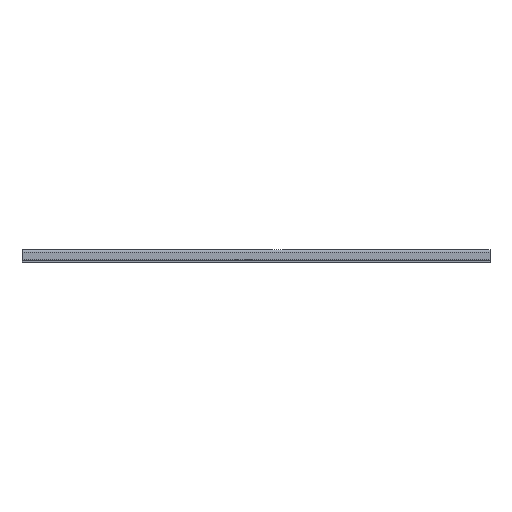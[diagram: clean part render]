
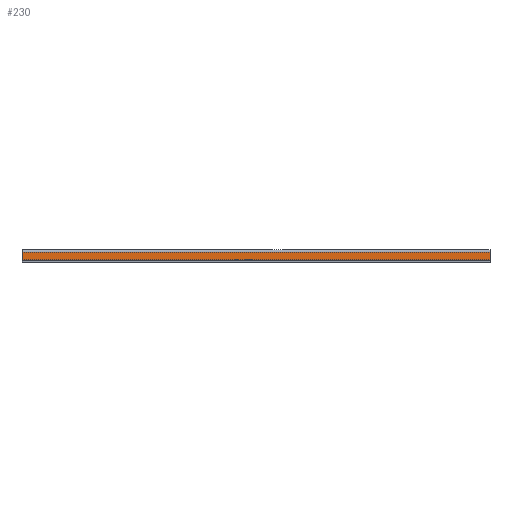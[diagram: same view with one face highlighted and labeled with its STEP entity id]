
A CAD part, front view. The second image highlights one B-rep face of the part: STEP entity #230.
In plain terms, the highlighted planar face has unit normal (0, -1, 0).
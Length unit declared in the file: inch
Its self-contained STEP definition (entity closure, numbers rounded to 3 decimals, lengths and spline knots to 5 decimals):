
#145 = ORIENTED_EDGE ( 'NONE', *, *, #342, .F. ) ;
#216 = ORIENTED_EDGE ( 'NONE', *, *, #239, .T. ) ;
#230 = ADVANCED_FACE ( 'NONE', ( #1638 ), #1542, .F. ) ;
#235 = EDGE_CURVE ( 'NONE', #349, #241, #1592, .T. ) ;
#239 = EDGE_CURVE ( 'NONE', #240, #349, #1577, .T. ) ;
#240 = VERTEX_POINT ( 'NONE', #1578 ) ;
#241 = VERTEX_POINT ( 'NONE', #1474 ) ;
#248 = EDGE_LOOP ( 'NONE', ( #339, #341, #145, #216 ) ) ;
#339 = ORIENTED_EDGE ( 'NONE', *, *, #235, .T. ) ;
#340 = EDGE_CURVE ( 'NONE', #352, #241, #1771, .T. ) ;
#341 = ORIENTED_EDGE ( 'NONE', *, *, #340, .F. ) ;
#342 = EDGE_CURVE ( 'NONE', #240, #352, #1773, .T. ) ;
#349 = VERTEX_POINT ( 'NONE', #1768 ) ;
#352 = VERTEX_POINT ( 'NONE', #1694 ) ;
#1474 = CARTESIAN_POINT ( 'NONE',  ( -5.40625, -0.529, -0.24 ) ) ;
#1517 = VECTOR ( 'NONE', #1584, 39.37008 ) ;
#1534 = VECTOR ( 'NONE', #1590, 39.37008 ) ;
#1542 = PLANE ( 'NONE',  #1639 ) ;
#1556 = CARTESIAN_POINT ( 'NONE',  ( 5.40625, -0.529, -0.06 ) ) ;
#1562 = DIRECTION ( 'NONE',  ( 0., 0., 1. ) ) ;
#1563 = DIRECTION ( 'NONE',  ( 0., 1., 0. ) ) ;
#1577 = LINE ( 'NONE', #1556, #1517 ) ;
#1578 = CARTESIAN_POINT ( 'NONE',  ( 5.40625, -0.529, -0.06 ) ) ;
#1584 = DIRECTION ( 'NONE',  ( -1., 0., 0. ) ) ;
#1590 = DIRECTION ( 'NONE',  ( 0., 0., -1. ) ) ;
#1591 = CARTESIAN_POINT ( 'NONE',  ( -5.40625, -0.529, -0.06 ) ) ;
#1592 = LINE ( 'NONE', #1591, #1534 ) ;
#1611 = CARTESIAN_POINT ( 'NONE',  ( 5.40625, -0.529, -0.06 ) ) ;
#1638 = FACE_OUTER_BOUND ( 'NONE', #248, .T. ) ;
#1639 = AXIS2_PLACEMENT_3D ( 'NONE', #1611, #1563, #1562 ) ;
#1694 = CARTESIAN_POINT ( 'NONE',  ( 5.40625, -0.529, -0.24 ) ) ;
#1768 = CARTESIAN_POINT ( 'NONE',  ( -5.40625, -0.529, -0.06 ) ) ;
#1769 = VECTOR ( 'NONE', #1774, 39.37008 ) ;
#1770 = CARTESIAN_POINT ( 'NONE',  ( 5.40625, -0.529, -0.24 ) ) ;
#1771 = LINE ( 'NONE', #1770, #1769 ) ;
#1772 = CARTESIAN_POINT ( 'NONE',  ( 5.40625, -0.529, -0.06 ) ) ;
#1773 = LINE ( 'NONE', #1772, #1779 ) ;
#1774 = DIRECTION ( 'NONE',  ( -1., 0., 0. ) ) ;
#1778 = DIRECTION ( 'NONE',  ( 0., 0., -1. ) ) ;
#1779 = VECTOR ( 'NONE', #1778, 39.37008 ) ;
